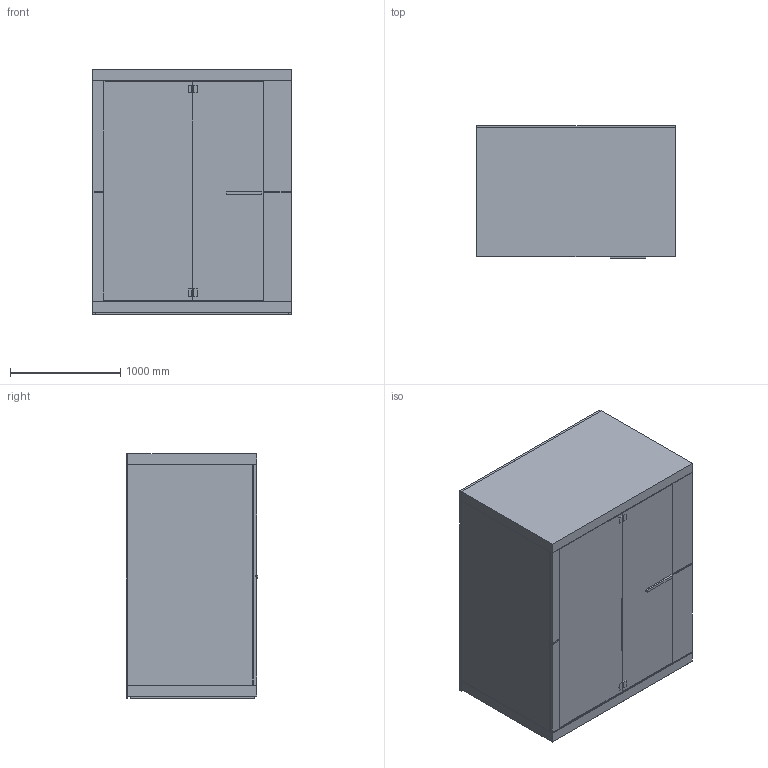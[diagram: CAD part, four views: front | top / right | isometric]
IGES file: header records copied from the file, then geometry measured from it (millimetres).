
Global section: file name: No Iges File Name specified; native system: Autodesk Inventor 2011; preprocessor: AutoDesk Inventor Iges Exporter R2011; author: Administrator; date: 20141202.191536; units: millimetre
Bounding box: 1800.01 x 1197.4 x 2220.07 mm (x, y, z)
Volume: 1613009057.2 mm3; surface area: 53886322.1 mm2
Topology: 79 solids, 79 shells, 645 faces, 1395 edges, 918 vertices
Faces by surface type: plane 567, revolution 77, cylinder 1
